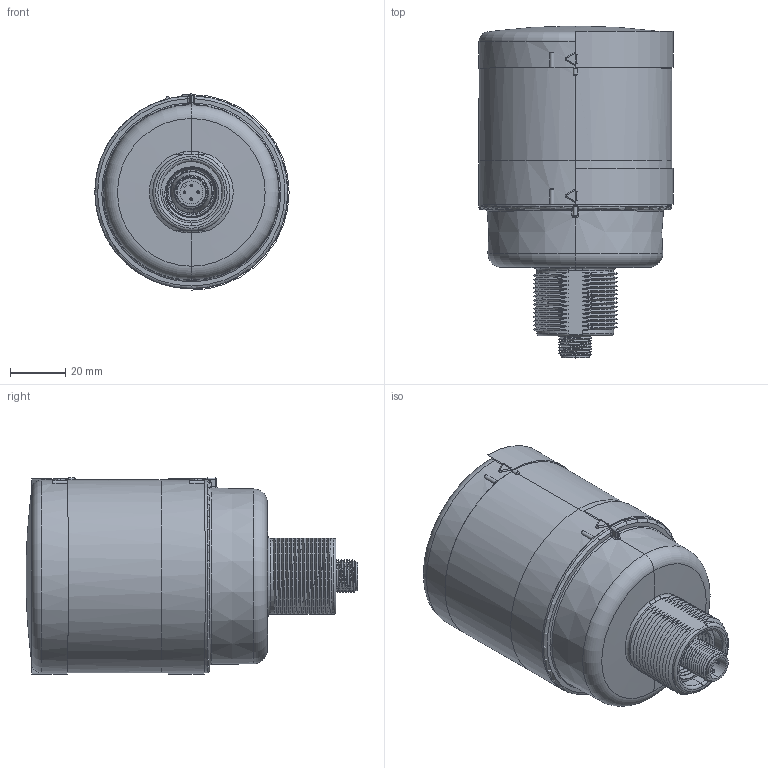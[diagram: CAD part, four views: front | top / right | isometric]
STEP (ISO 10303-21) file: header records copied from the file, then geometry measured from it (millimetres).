
FILE_DESCRIPTION((''),'2;1');
FILE_NAME('181447_ASM','2014-08-08T',('pdmadmin'),(''),'PRO/ENGINEER BY PARAMETRIC TECHNOLOGY CORPORATION, 2013230','PRO/ENGINEER BY PARAMETRIC TECHNOLOGY CORPORATION, 2013230','');
FILE_SCHEMA(('CONFIG_CONTROL_DESIGN'));
Length unit declared in the file: millimetre
Products named in the file (7): 180077; 180482; 08427; 179879; 179880; 180091; 181447_ASM
Assembly tree (6 placements, depth 2):
  181447_ASM
    180077
    180482
    08427
    179879
    179880
    180091
Bounding box: 70.5 x 120.5 x 71.25 mm (x, y, z)
Volume: 108101.6 mm3; surface area: 78877.8 mm2
Topology: 6 solids, 8 shells, 1308 faces, 3121 edges, 1859 vertices
Faces by surface type: bspline 402, cylinder 379, plane 217, torus 135, cone 104, sphere 71
Entity records: 79956 total; most frequent: CARTESIAN_POINT 52540, ORIENTED_EDGE 6226, DIRECTION 4999, EDGE_CURVE 3117, AXIS2_PLACEMENT_3D 2105, VERTEX_POINT 1859, EDGE_LOOP 1376, FACE_OUTER_BOUND 1308
